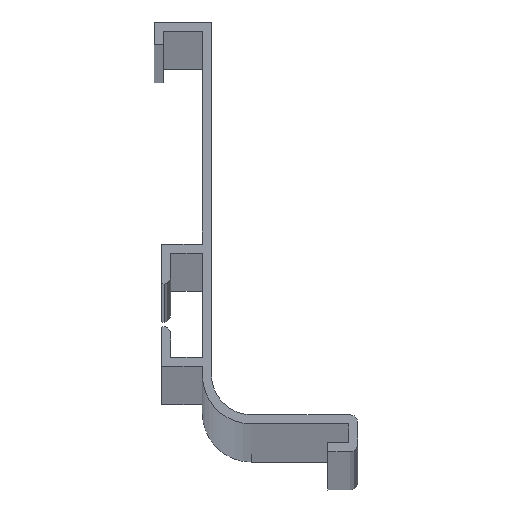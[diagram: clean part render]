
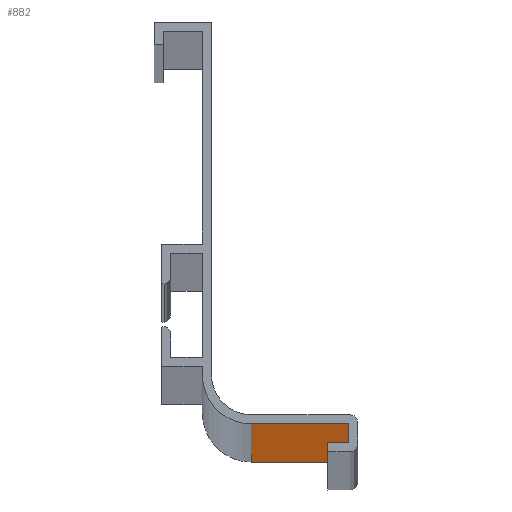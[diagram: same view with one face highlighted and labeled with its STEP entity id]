
A CAD part, top view. The second image highlights one B-rep face of the part: STEP entity #882.
In plain terms, the highlighted planar face has unit normal (0, -1, 0).
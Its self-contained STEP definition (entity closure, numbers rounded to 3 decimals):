
#7 = LINE ( 'NONE', #194, #626 ) ;
#94 = DIRECTION ( 'NONE',  ( 1., 0., 0. ) ) ;
#121 = LINE ( 'NONE', #1008, #898 ) ;
#194 = CARTESIAN_POINT ( 'NONE',  ( 18.2, -53.2, 2900. ) ) ;
#205 = CARTESIAN_POINT ( 'NONE',  ( 5.3, -53.2, 0. ) ) ;
#227 = EDGE_CURVE ( 'NONE', #790, #852, #887, .T. ) ;
#240 = ORIENTED_EDGE ( 'NONE', *, *, #663, .F. ) ;
#278 = CARTESIAN_POINT ( 'NONE',  ( 18.2, -53.2, 0. ) ) ;
#290 = DIRECTION ( 'NONE',  ( 1., 0., 0. ) ) ;
#320 = DIRECTION ( 'NONE',  ( 0., 1., 0. ) ) ;
#336 = CARTESIAN_POINT ( 'NONE',  ( 18.2, -53.2, 2900. ) ) ;
#389 = ORIENTED_EDGE ( 'NONE', *, *, #227, .T. ) ;
#453 = ORIENTED_EDGE ( 'NONE', *, *, #1053, .F. ) ;
#459 = VERTEX_POINT ( 'NONE', #809 ) ;
#463 = VECTOR ( 'NONE', #290, 1000. ) ;
#548 = ORIENTED_EDGE ( 'NONE', *, *, #561, .T. ) ;
#561 = EDGE_CURVE ( 'NONE', #852, #601, #907, .T. ) ;
#567 = DIRECTION ( 'NONE',  ( 0., 0., -1. ) ) ;
#601 = VERTEX_POINT ( 'NONE', #278 ) ;
#626 = VECTOR ( 'NONE', #94, 1000. ) ;
#663 = EDGE_CURVE ( 'NONE', #790, #459, #7, .T. ) ;
#684 = PLANE ( 'NONE',  #792 ) ;
#694 = CARTESIAN_POINT ( 'NONE',  ( 5.3, -53.2, 2900. ) ) ;
#742 = CARTESIAN_POINT ( 'NONE',  ( 5.3, -53.2, 2900. ) ) ;
#757 = DIRECTION ( 'NONE',  ( -1., 0., 0. ) ) ;
#781 = VECTOR ( 'NONE', #788, 1000. ) ;
#788 = DIRECTION ( 'NONE',  ( 0., 0., -1. ) ) ;
#790 = VERTEX_POINT ( 'NONE', #742 ) ;
#792 = AXIS2_PLACEMENT_3D ( 'NONE', #336, #320, #757 ) ;
#809 = CARTESIAN_POINT ( 'NONE',  ( 18.2, -53.2, 2900. ) ) ;
#852 = VERTEX_POINT ( 'NONE', #205 ) ;
#859 = FACE_OUTER_BOUND ( 'NONE', #1118, .T. ) ;
#882 = ADVANCED_FACE ( 'NONE', ( #859 ), #684, .F. ) ;
#887 = LINE ( 'NONE', #694, #781 ) ;
#898 = VECTOR ( 'NONE', #567, 1000. ) ;
#902 = CARTESIAN_POINT ( 'NONE',  ( 18.2, -53.2, 0. ) ) ;
#907 = LINE ( 'NONE', #902, #463 ) ;
#1008 = CARTESIAN_POINT ( 'NONE',  ( 18.2, -53.2, 2900. ) ) ;
#1053 = EDGE_CURVE ( 'NONE', #459, #601, #121, .T. ) ;
#1118 = EDGE_LOOP ( 'NONE', ( #548, #453, #240, #389 ) ) ;
